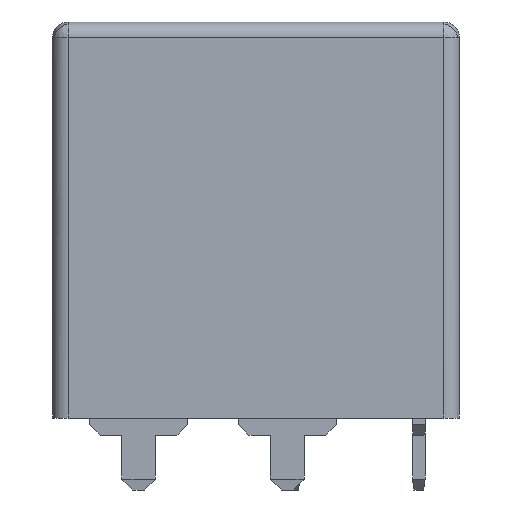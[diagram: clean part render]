
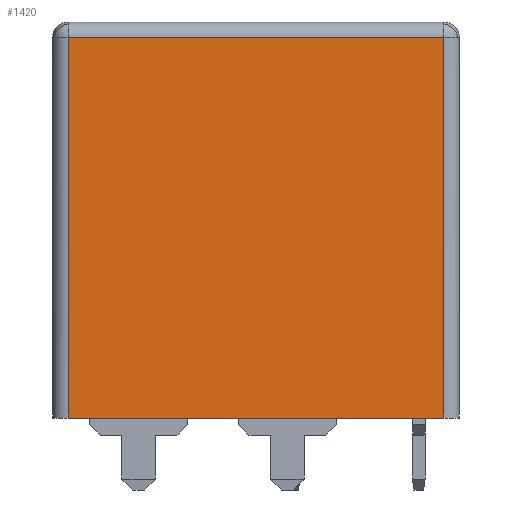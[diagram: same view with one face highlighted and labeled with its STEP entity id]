
A CAD part, front view. The second image highlights one B-rep face of the part: STEP entity #1420.
In plain terms, the highlighted planar face has unit normal (0, -1, 0).
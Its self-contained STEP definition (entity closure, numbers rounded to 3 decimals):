
#409 = EDGE_LOOP ( 'NONE', ( #3594, #613, #5264, #5256 ) ) ;
#536 = DIRECTION ( 'NONE',  ( 1., 0., 0. ) ) ;
#604 = CARTESIAN_POINT ( 'NONE',  ( -12., -11., 0. ) ) ;
#613 = ORIENTED_EDGE ( 'NONE', *, *, #4688, .T. ) ;
#770 = VERTEX_POINT ( 'NONE', #4584 ) ;
#918 = DIRECTION ( 'NONE',  ( 0., 0., 1. ) ) ;
#1208 = CARTESIAN_POINT ( 'NONE',  ( -13., -11., 24.3 ) ) ;
#1420 = ADVANCED_FACE ( 'NONE', ( #2114 ), #2011, .T. ) ;
#1632 = CARTESIAN_POINT ( 'NONE',  ( -12., -11., 0. ) ) ;
#1657 = LINE ( 'NONE', #1632, #4012 ) ;
#1719 = EDGE_CURVE ( 'NONE', #5438, #3153, #1657, .T. ) ;
#1976 = DIRECTION ( 'NONE',  ( -1., 0., 0. ) ) ;
#2011 = PLANE ( 'NONE',  #3265 ) ;
#2114 = FACE_OUTER_BOUND ( 'NONE', #409, .T. ) ;
#2117 = CARTESIAN_POINT ( 'NONE',  ( 12., -11., 0. ) ) ;
#2332 = CARTESIAN_POINT ( 'NONE',  ( -12., -11., 24.3 ) ) ;
#2402 = VERTEX_POINT ( 'NONE', #3400 ) ;
#2691 = VECTOR ( 'NONE', #918, 1000. ) ;
#2942 = DIRECTION ( 'NONE',  ( 0., 0., -1. ) ) ;
#2968 = VECTOR ( 'NONE', #536, 1000. ) ;
#2972 = EDGE_CURVE ( 'NONE', #770, #5438, #4671, .T. ) ;
#3153 = VERTEX_POINT ( 'NONE', #604 ) ;
#3265 = AXIS2_PLACEMENT_3D ( 'NONE', #5011, #3744, #3313 ) ;
#3313 = DIRECTION ( 'NONE',  ( 0., 0., -1. ) ) ;
#3400 = CARTESIAN_POINT ( 'NONE',  ( 12., -11., 0. ) ) ;
#3469 = LINE ( 'NONE', #2117, #2691 ) ;
#3575 = VECTOR ( 'NONE', #1976, 1000. ) ;
#3594 = ORIENTED_EDGE ( 'NONE', *, *, #5204, .T. ) ;
#3744 = DIRECTION ( 'NONE',  ( 0., -1., 0. ) ) ;
#3868 = CARTESIAN_POINT ( 'NONE',  ( 0., -11., 0. ) ) ;
#4012 = VECTOR ( 'NONE', #2942, 1000. ) ;
#4584 = CARTESIAN_POINT ( 'NONE',  ( 12., -11., 24.3 ) ) ;
#4671 = LINE ( 'NONE', #1208, #3575 ) ;
#4688 = EDGE_CURVE ( 'NONE', #2402, #770, #3469, .T. ) ;
#5011 = CARTESIAN_POINT ( 'NONE',  ( -13., -11., 0. ) ) ;
#5182 = LINE ( 'NONE', #3868, #2968 ) ;
#5204 = EDGE_CURVE ( 'NONE', #3153, #2402, #5182, .T. ) ;
#5256 = ORIENTED_EDGE ( 'NONE', *, *, #1719, .T. ) ;
#5264 = ORIENTED_EDGE ( 'NONE', *, *, #2972, .T. ) ;
#5438 = VERTEX_POINT ( 'NONE', #2332 ) ;
